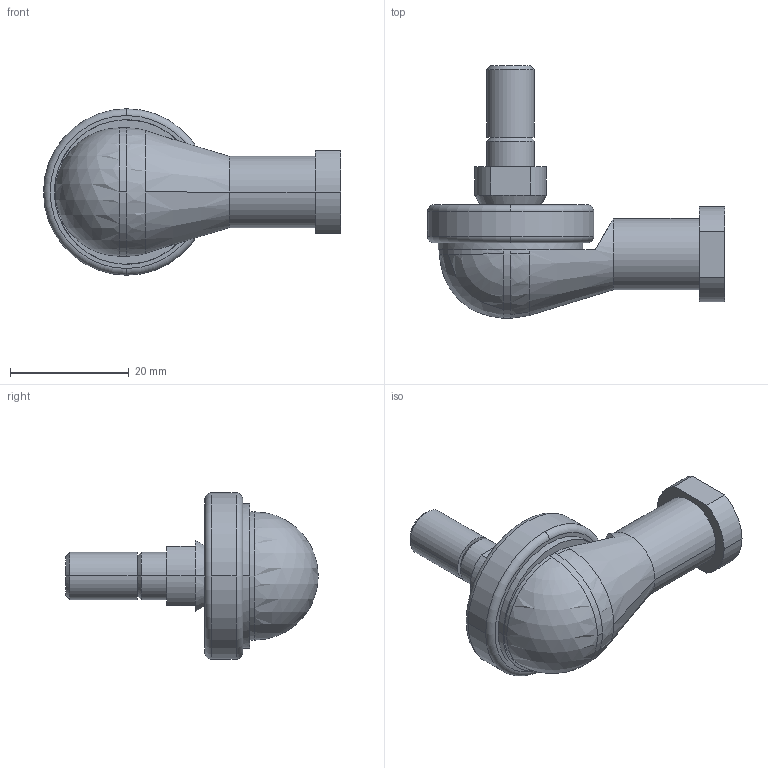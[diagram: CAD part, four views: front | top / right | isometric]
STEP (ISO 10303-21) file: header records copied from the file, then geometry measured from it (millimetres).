
FILE_DESCRIPTION(('STEP AP203'),'1');
FILE_NAME('embout_mf-23020.stp','2018-10-24T11:57:21',('TraceParts'),('TraceParts S.A.'),'Spatial InterOp 3D',' ',' ');
FILE_SCHEMA(('CONFIG_CONTROL_DESIGN'));
Length unit declared in the file: millimetre
Products named in the file (1): 1
Bounding box: 50 x 42.5 x 28 mm (x, y, z)
Volume: 10639.9 mm3; surface area: 5662.9 mm2
Topology: 2 solids, 2 shells, 72 faces, 180 edges, 104 vertices
Faces by surface type: cylinder 24, cone 18, plane 17, sphere 9, torus 4
Entity records: 2109 total; most frequent: DIRECTION 413, CARTESIAN_POINT 350, ORIENTED_EDGE 328, AXIS2_PLACEMENT_3D 179, EDGE_CURVE 164, VERTEX_POINT 104, CIRCLE 103, EDGE_LOOP 80
